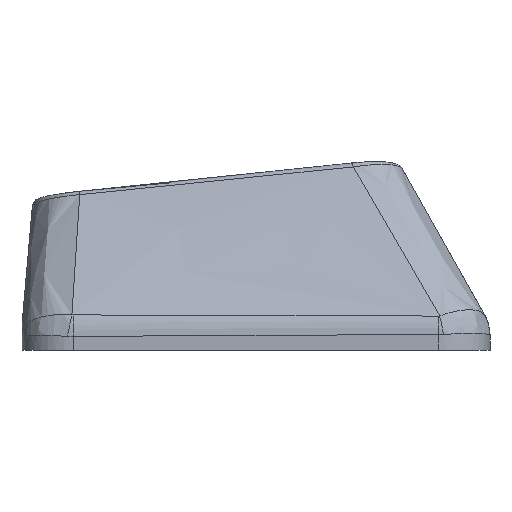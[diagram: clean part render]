
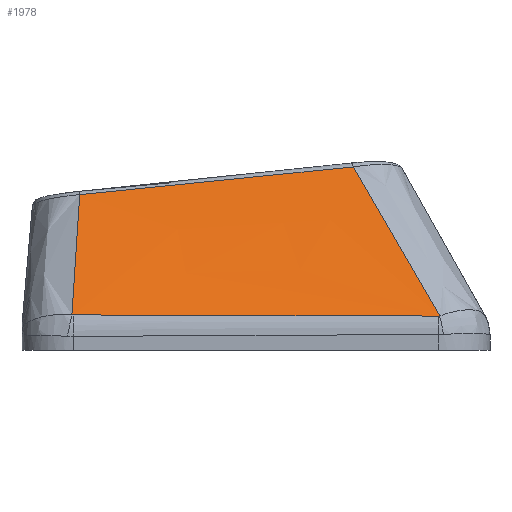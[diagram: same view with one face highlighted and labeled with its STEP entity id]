
A CAD part, left-side view. The second image highlights one B-rep face of the part: STEP entity #1978.
In plain terms, the highlighted free-form (B-spline) face has degree [3, 3] with [4, 4] control points.
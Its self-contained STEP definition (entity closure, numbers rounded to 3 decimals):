
#249=FACE_OUTER_BOUND('',#347,.T.);
#347=EDGE_LOOP('',(#1560,#1561,#1562,#1563,#1564,#1565));
#561=B_SPLINE_CURVE_WITH_KNOTS('',3,(#4234,#4235,#4236,#4237),
 .UNSPECIFIED.,.F.,.F.,(4,4),(0.,0.005),
 .UNSPECIFIED.);
#563=B_SPLINE_CURVE_WITH_KNOTS('',3,(#4261,#4262,#4263,#4264),
 .UNSPECIFIED.,.F.,.F.,(4,4),(0.,1.416),.UNSPECIFIED.);
#565=B_SPLINE_CURVE_WITH_KNOTS('',3,(#4288,#4289,#4290,#4291),
 .UNSPECIFIED.,.F.,.F.,(4,4),(0.,0.006),
 .UNSPECIFIED.);
#580=B_SPLINE_CURVE_WITH_KNOTS('',3,(#4567,#4568,#4569,#4570),
 .UNSPECIFIED.,.F.,.F.,(4,4),(0.023,0.762),
 .UNSPECIFIED.);
#581=B_SPLINE_CURVE_WITH_KNOTS('',3,(#4572,#4573,#4574,#4575),
 .UNSPECIFIED.,.F.,.F.,(4,4),(-1.066,0.),
 .UNSPECIFIED.);
#582=B_SPLINE_CURVE_WITH_KNOTS('',3,(#4576,#4577,#4578,#4579),
 .UNSPECIFIED.,.F.,.F.,(4,4),(-0.58,-0.018),
 .UNSPECIFIED.);
#798=VERTEX_POINT('',#4196);
#800=VERTEX_POINT('',#4227);
#802=VERTEX_POINT('',#4254);
#804=VERTEX_POINT('',#4281);
#820=VERTEX_POINT('',#4566);
#821=VERTEX_POINT('',#4571);
#1063=EDGE_CURVE('',#798,#800,#561,.T.);
#1066=EDGE_CURVE('',#800,#802,#563,.T.);
#1069=EDGE_CURVE('',#802,#804,#565,.T.);
#1093=EDGE_CURVE('',#820,#798,#580,.T.);
#1094=EDGE_CURVE('',#821,#820,#581,.T.);
#1095=EDGE_CURVE('',#804,#821,#582,.T.);
#1560=ORIENTED_EDGE('',*,*,#1069,.F.);
#1561=ORIENTED_EDGE('',*,*,#1066,.F.);
#1562=ORIENTED_EDGE('',*,*,#1063,.F.);
#1563=ORIENTED_EDGE('',*,*,#1093,.F.);
#1564=ORIENTED_EDGE('',*,*,#1094,.F.);
#1565=ORIENTED_EDGE('',*,*,#1095,.F.);
#1915=B_SPLINE_SURFACE_WITH_KNOTS('',3,3,((#4550,#4551,#4552,#4553),(#4554,
#4555,#4556,#4557),(#4558,#4559,#4560,#4561),(#4562,#4563,#4564,#4565)),
 .UNSPECIFIED.,.F.,.F.,.F.,(4,4),(4,4),(0.098,0.893),
(0.029,0.947),.UNSPECIFIED.);
#1978=ADVANCED_FACE('',(#249),#1915,.T.);
#4196=CARTESIAN_POINT('',(-16.041,-7.127,0.338));
#4227=CARTESIAN_POINT('',(-16.043,-7.077,0.334));
#4234=CARTESIAN_POINT('Ctrl Pts',(-16.041,-7.127,0.338));
#4235=CARTESIAN_POINT('Ctrl Pts',(-16.042,-7.111,0.335));
#4236=CARTESIAN_POINT('Ctrl Pts',(-16.043,-7.094,0.334));
#4237=CARTESIAN_POINT('Ctrl Pts',(-16.043,-7.077,0.334));
#4254=CARTESIAN_POINT('',(-15.972,7.086,0.378));
#4261=CARTESIAN_POINT('Ctrl Pts',(-16.043,-7.077,0.334));
#4262=CARTESIAN_POINT('Ctrl Pts',(-16.024,-2.357,0.347));
#4263=CARTESIAN_POINT('Ctrl Pts',(-16.002,2.364,0.362));
#4264=CARTESIAN_POINT('Ctrl Pts',(-15.972,7.086,0.378));
#4281=CARTESIAN_POINT('',(-15.969,7.143,0.383));
#4288=CARTESIAN_POINT('Ctrl Pts',(-15.972,7.086,0.378));
#4289=CARTESIAN_POINT('Ctrl Pts',(-15.972,7.105,0.378));
#4290=CARTESIAN_POINT('Ctrl Pts',(-15.971,7.124,0.38));
#4291=CARTESIAN_POINT('Ctrl Pts',(-15.969,7.143,0.383));
#4550=CARTESIAN_POINT('Ctrl Pts',(-12.879,-4.143,6.161));
#4551=CARTESIAN_POINT('Ctrl Pts',(-13.933,-5.139,4.219));
#4552=CARTESIAN_POINT('Ctrl Pts',(-14.988,-6.134,2.276));
#4553=CARTESIAN_POINT('Ctrl Pts',(-16.043,-7.129,0.334));
#4554=CARTESIAN_POINT('Ctrl Pts',(-12.879,-0.382,
5.779));
#4555=CARTESIAN_POINT('Ctrl Pts',(-13.933,-1.045,3.957));
#4556=CARTESIAN_POINT('Ctrl Pts',(-14.988,-1.708,2.135));
#4557=CARTESIAN_POINT('Ctrl Pts',(-16.043,-2.372,0.313));
#4558=CARTESIAN_POINT('Ctrl Pts',(-12.879,3.38,5.396));
#4559=CARTESIAN_POINT('Ctrl Pts',(-13.933,3.049,3.695));
#4560=CARTESIAN_POINT('Ctrl Pts',(-14.988,2.717,1.993));
#4561=CARTESIAN_POINT('Ctrl Pts',(-16.043,2.386,0.292));
#4562=CARTESIAN_POINT('Ctrl Pts',(-12.879,7.142,5.013));
#4563=CARTESIAN_POINT('Ctrl Pts',(-13.933,7.142,3.432));
#4564=CARTESIAN_POINT('Ctrl Pts',(-14.988,7.143,1.852));
#4565=CARTESIAN_POINT('Ctrl Pts',(-16.043,7.143,0.272));
#4566=CARTESIAN_POINT('',(-12.88,-3.767,6.121));
#4567=CARTESIAN_POINT('Ctrl Pts',(-12.88,-3.767,6.121));
#4568=CARTESIAN_POINT('Ctrl Pts',(-13.939,-4.892,4.198));
#4569=CARTESIAN_POINT('Ctrl Pts',(-14.992,-6.011,2.27));
#4570=CARTESIAN_POINT('Ctrl Pts',(-16.041,-7.127,0.338));
#4571=CARTESIAN_POINT('',(-12.879,6.84,5.044));
#4572=CARTESIAN_POINT('Ctrl Pts',(-12.879,6.84,5.044));
#4573=CARTESIAN_POINT('Ctrl Pts',(-12.88,3.305,5.402));
#4574=CARTESIAN_POINT('Ctrl Pts',(-12.88,-0.231,
5.761));
#4575=CARTESIAN_POINT('Ctrl Pts',(-12.88,-3.767,6.121));
#4576=CARTESIAN_POINT('Ctrl Pts',(-15.969,7.143,0.383));
#4577=CARTESIAN_POINT('Ctrl Pts',(-14.934,7.036,1.934));
#4578=CARTESIAN_POINT('Ctrl Pts',(-13.903,6.933,3.488));
#4579=CARTESIAN_POINT('Ctrl Pts',(-12.879,6.84,5.044));
